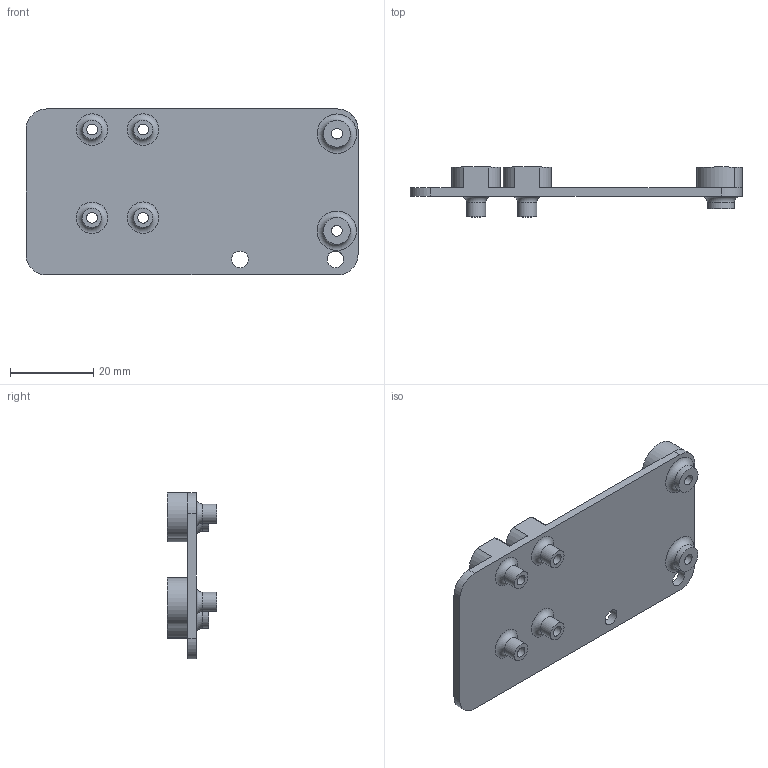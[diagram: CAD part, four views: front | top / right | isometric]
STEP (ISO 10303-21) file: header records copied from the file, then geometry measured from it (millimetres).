
FILE_DESCRIPTION(/* description */ (''),/* implementation_level */ '2;1');
FILE_NAME(/* name */ 'camera multiplexer and hmdi connector fixture.step',/* time_stamp */ '2020-11-26T08:07:03-08:00',/* author */ (''),/* organization */ (''),/* preprocessor_version */ 'ST-DEVELOPER v18.1',/* originating_system */ 'Autodesk Translation Framework v9.3.0.1241',/* authorisation */ '');
FILE_SCHEMA (('AUTOMOTIVE_DESIGN { 1 0 10303 214 3 1 1 }'));
Length unit declared in the file: millimetre
Products named in the file (1): camera multiplexer and hmdi connector fixture
Bounding box: 80 x 12 x 40 mm (x, y, z)
Volume: 8851.7 mm3; surface area: 9133 mm2
Topology: 1 solids, 1 shells, 93 faces, 231 edges, 153 vertices
Faces by surface type: plane 60, cylinder 25, torus 6, bspline 2
Full cylindrical faces by diameter (mm): 2.6 x6, 4 x2, 4.6 x4, 6.5 x2, 11.6 x2
Entity records: 2943 total; most frequent: CARTESIAN_POINT 600, DIRECTION 480, ORIENTED_EDGE 462, EDGE_CURVE 231, AXIS2_PLACEMENT_3D 161, LINE 158, VECTOR 158, VERTEX_POINT 153
